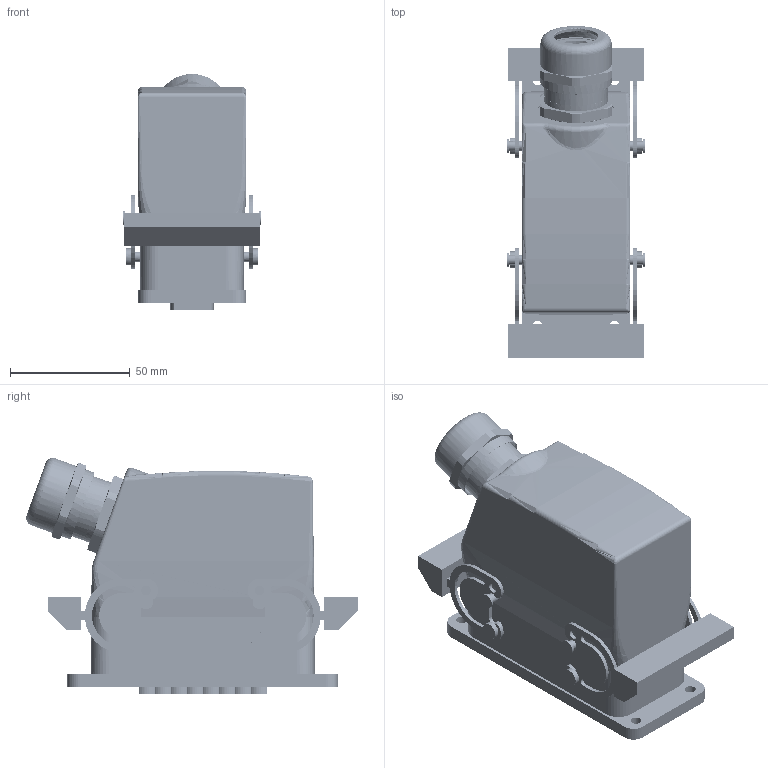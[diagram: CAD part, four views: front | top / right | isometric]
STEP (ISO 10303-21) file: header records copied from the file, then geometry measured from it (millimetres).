
FILE_DESCRIPTION(('CATIA V5 STEP Exchange','CAx-IF Rec.Pracs.--- Model Styling and Organization---1.4--- 2014-01-23'),'2;1');
FILE_NAME ('019336-1_2', '2019-11-25T15:01:06+00:00', ('none'), ('Weidmueller'), 'CATIA Version 5-6 Release 2016 SP3 HF44', 'CATIA V5 STEP AP214', 'none');
FILE_SCHEMA(('AUTOMOTIVE_DESIGN { 1 0 10303 214 1 1 1 1 }'));
Length unit declared in the file: millimetre
Products named in the file (1): 1712520000
Bounding box: 58 x 138.53 x 98.53 mm (x, y, z)
Volume: 236399.3 mm3; surface area: 125754.9 mm2
Topology: 2 solids, 31 shells, 5691 faces, 17256 edges, 11540 vertices
Faces by surface type: plane 3308, cylinder 1200, cone 562, torus 271, extrusion 260, bspline 62, sphere 20, revolution 8
Entity records: 199298 total; most frequent: CARTESIAN_POINT 57762, ORIENTED_EDGE 34476, DIRECTION 21379, EDGE_CURVE 17238, VERTEX_POINT 11540, VECTOR 11244, LINE 10984, AXIS2_PLACEMENT_3D 6792
